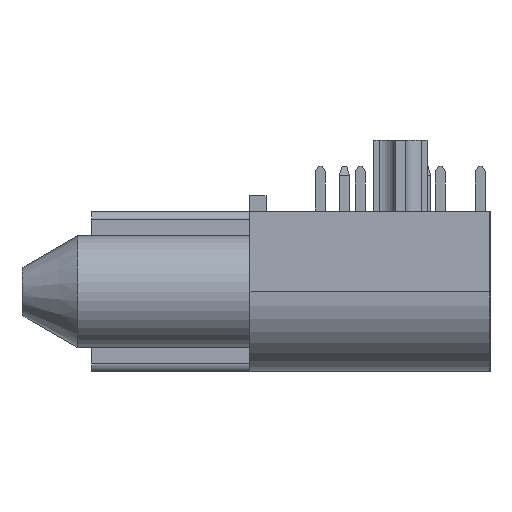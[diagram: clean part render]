
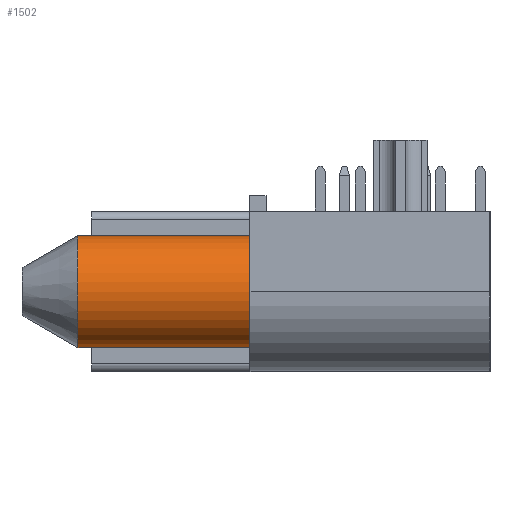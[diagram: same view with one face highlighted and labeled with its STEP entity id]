
A CAD part, left-side view. The second image highlights one B-rep face of the part: STEP entity #1502.
In plain terms, the highlighted cylindrical face has radius 3.5 mm (diameter 7 mm), a partial arc.
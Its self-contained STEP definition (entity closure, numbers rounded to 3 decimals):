
#1502 = ADVANCED_FACE( '', ( #3894 ), #3895, .T. );
#3894 = FACE_OUTER_BOUND( '', #7256, .T. );
#3895 = CYLINDRICAL_SURFACE( '', #7257, 3.5 );
#7256 = EDGE_LOOP( '', ( #11258, #11259, #11260, #11261, #11262, #11263 ) );
#7257 = AXIS2_PLACEMENT_3D( '', #11264, #11265, #11266 );
#11258 = ORIENTED_EDGE( '', *, *, #21489, .F. );
#11259 = ORIENTED_EDGE( '', *, *, #21490, .F. );
#11260 = ORIENTED_EDGE( '', *, *, #21491, .F. );
#11261 = ORIENTED_EDGE( '', *, *, #21492, .T. );
#11262 = ORIENTED_EDGE( '', *, *, #21359, .T. );
#11263 = ORIENTED_EDGE( '', *, *, #21493, .T. );
#11264 = CARTESIAN_POINT( '', ( -1.63, 29.25, 0. ) );
#11265 = DIRECTION( '', ( 0., -1., 0. ) );
#11266 = DIRECTION( '', ( 0., 0., 1. ) );
#21359 = EDGE_CURVE( '', #25936, #25937, #25938, .T. );
#21489 = EDGE_CURVE( '', #26155, #26156, #26157, .T. );
#21490 = EDGE_CURVE( '', #26158, #26155, #26159, .T. );
#21491 = EDGE_CURVE( '', #26160, #26158, #26161, .T. );
#21492 = EDGE_CURVE( '', #26160, #25936, #26162, .T. );
#21493 = EDGE_CURVE( '', #25937, #26156, #26163, .T. );
#25936 = VERTEX_POINT( '', #32486 );
#25937 = VERTEX_POINT( '', #32487 );
#25938 = LINE( '', #32488, #32489 );
#26155 = VERTEX_POINT( '', #32800 );
#26156 = VERTEX_POINT( '', #32801 );
#26157 = CIRCLE( '', #32802, 3.5 );
#26158 = VERTEX_POINT( '', #32803 );
#26159 = LINE( '', #32804, #32805 );
#26160 = VERTEX_POINT( '', #32806 );
#26161 = LINE( '', #32807, #32808 );
#26162 = CIRCLE( '', #32809, 3.5 );
#26163 = LINE( '', #32810, #32811 );
#32486 = CARTESIAN_POINT( '', ( -1.63, 15., 3.5 ) );
#32487 = CARTESIAN_POINT( '', ( -1.63, 24.45, 3.5 ) );
#32488 = CARTESIAN_POINT( '', ( -1.63, 15., 3.5 ) );
#32489 = VECTOR( '', #40681, 1000. );
#32800 = CARTESIAN_POINT( '', ( -1.63, 25.75, -3.5 ) );
#32801 = CARTESIAN_POINT( '', ( -1.63, 25.75, 3.5 ) );
#32802 = AXIS2_PLACEMENT_3D( '', #40800, #40801, #40802 );
#32803 = CARTESIAN_POINT( '', ( -1.63, 24.45, -3.5 ) );
#32804 = CARTESIAN_POINT( '', ( -1.63, 15., -3.5 ) );
#32805 = VECTOR( '', #40803, 1000. );
#32806 = CARTESIAN_POINT( '', ( -1.63, 15., -3.5 ) );
#32807 = CARTESIAN_POINT( '', ( -1.63, 15., -3.5 ) );
#32808 = VECTOR( '', #40804, 1000. );
#32809 = AXIS2_PLACEMENT_3D( '', #40805, #40806, #40807 );
#32810 = CARTESIAN_POINT( '', ( -1.63, 15., 3.5 ) );
#32811 = VECTOR( '', #40808, 1000. );
#40681 = DIRECTION( '', ( 0., 1., 0. ) );
#40800 = CARTESIAN_POINT( '', ( -1.63, 25.75, 0. ) );
#40801 = DIRECTION( '', ( 0., 1., 0. ) );
#40802 = DIRECTION( '', ( 0., 0., 1. ) );
#40803 = DIRECTION( '', ( 0., 1., 0. ) );
#40804 = DIRECTION( '', ( 0., 1., 0. ) );
#40805 = CARTESIAN_POINT( '', ( -1.63, 15., 0. ) );
#40806 = DIRECTION( '', ( 0., 1., 0. ) );
#40807 = DIRECTION( '', ( 0., 0., 1. ) );
#40808 = DIRECTION( '', ( 0., 1., 0. ) );
